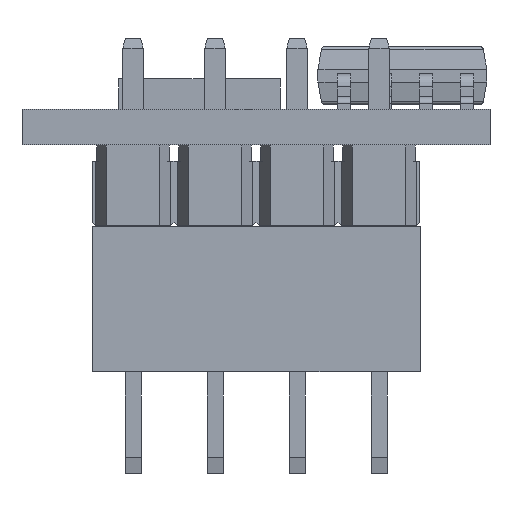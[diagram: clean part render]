
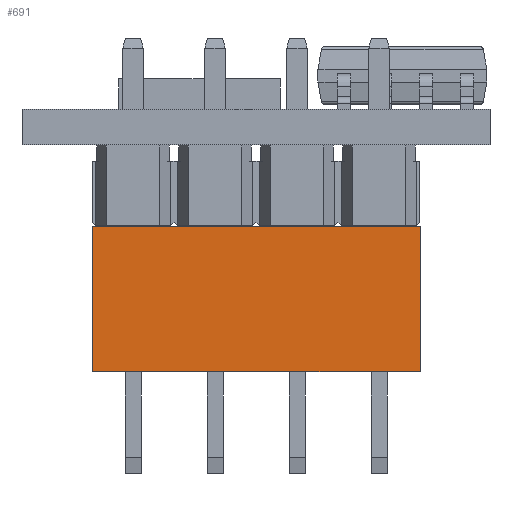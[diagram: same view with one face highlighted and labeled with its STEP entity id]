
A CAD part, front view. The second image highlights one B-rep face of the part: STEP entity #691.
In plain terms, the highlighted planar face has unit normal (0, -1, 0).
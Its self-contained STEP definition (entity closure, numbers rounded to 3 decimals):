
#33 = VERTEX_POINT('',#34);
#34 = CARTESIAN_POINT('',(8.89,-3.825,0.001));
#51 = VERTEX_POINT('',#52);
#52 = CARTESIAN_POINT('',(8.89,-3.825,4.501));
#58 = EDGE_CURVE('',#51,#33,#59,.T.);
#59 = LINE('',#60,#61);
#60 = CARTESIAN_POINT('',(8.89,-3.825,4.501));
#61 = VECTOR('',#62,1.);
#62 = DIRECTION('',(0.,0.,-1.));
#311 = EDGE_CURVE('',#312,#33,#314,.T.);
#312 = VERTEX_POINT('',#313);
#313 = CARTESIAN_POINT('',(-1.27,-3.825,0.001));
#314 = LINE('',#315,#316);
#315 = CARTESIAN_POINT('',(8.89,-3.825,0.001));
#316 = VECTOR('',#317,1.);
#317 = DIRECTION('',(1.,0.,0.));
#637 = EDGE_CURVE('',#638,#51,#640,.T.);
#638 = VERTEX_POINT('',#639);
#639 = CARTESIAN_POINT('',(-1.27,-3.825,4.501));
#640 = LINE('',#641,#642);
#641 = CARTESIAN_POINT('',(8.89,-3.825,4.501));
#642 = VECTOR('',#643,1.);
#643 = DIRECTION('',(1.,0.,0.));
#691 = ADVANCED_FACE('',(#692),#703,.F.);
#692 = FACE_BOUND('',#693,.T.);
#693 = EDGE_LOOP('',(#694,#695,#696,#697));
#694 = ORIENTED_EDGE('',*,*,#311,.T.);
#695 = ORIENTED_EDGE('',*,*,#58,.F.);
#696 = ORIENTED_EDGE('',*,*,#637,.F.);
#697 = ORIENTED_EDGE('',*,*,#698,.T.);
#698 = EDGE_CURVE('',#638,#312,#699,.T.);
#699 = LINE('',#700,#701);
#700 = CARTESIAN_POINT('',(-1.27,-3.825,4.501));
#701 = VECTOR('',#702,1.);
#702 = DIRECTION('',(0.,0.,-1.));
#703 = PLANE('',#704);
#704 = AXIS2_PLACEMENT_3D('',#705,#706,#707);
#705 = CARTESIAN_POINT('',(8.89,-3.825,4.501));
#706 = DIRECTION('',(0.,1.,0.));
#707 = DIRECTION('',(-1.,0.,0.));
